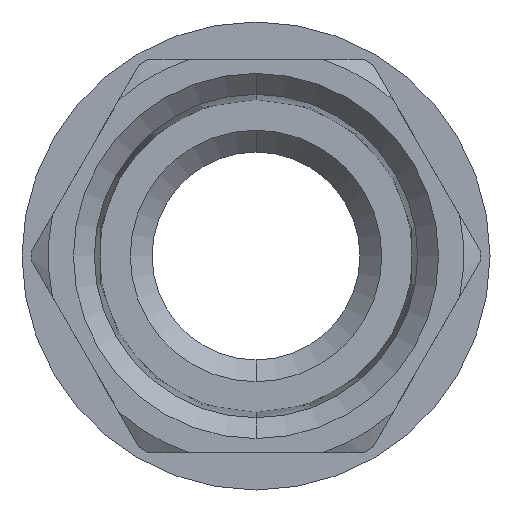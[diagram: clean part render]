
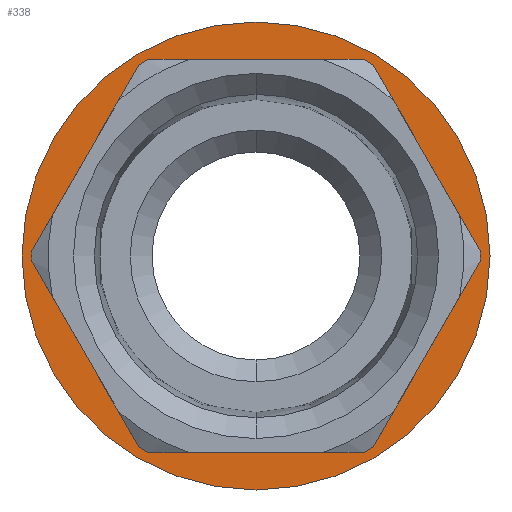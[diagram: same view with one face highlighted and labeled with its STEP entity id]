
A CAD part, front view. The second image highlights one B-rep face of the part: STEP entity #338.
In plain terms, the highlighted planar face has unit normal (0, -1, 0).
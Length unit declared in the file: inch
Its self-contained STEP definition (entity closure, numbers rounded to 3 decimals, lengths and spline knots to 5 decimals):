
#11 = LINE ( 'NONE', #932, #1592 ) ;
#17 = AXIS2_PLACEMENT_3D ( 'NONE', #917, #2429, #1122 ) ;
#23 = CARTESIAN_POINT ( 'NONE',  ( -0.38625, -0.64567, -0.70866 ) ) ;
#27 = VERTEX_POINT ( 'NONE', #2095 ) ;
#64 = ORIENTED_EDGE ( 'NONE', *, *, #842, .F. ) ;
#103 = DIRECTION ( 'NONE',  ( 0.5, 0., 0.866 ) ) ;
#156 = EDGE_CURVE ( 'NONE', #438, #1290, #2182, .T. ) ;
#208 = VERTEX_POINT ( 'NONE', #1932 ) ;
#222 = VERTEX_POINT ( 'NONE', #619 ) ;
#278 = DIRECTION ( 'NONE',  ( 1., 0., 0. ) ) ;
#307 = AXIS2_PLACEMENT_3D ( 'NONE', #2052, #772, #2272 ) ;
#338 = ADVANCED_FACE ( 'NONE', ( #1919, #1432 ), #2278, .F. ) ;
#346 = ORIENTED_EDGE ( 'NONE', *, *, #2280, .F. ) ;
#347 = ORIENTED_EDGE ( 'NONE', *, *, #2097, .F. ) ;
#352 = DIRECTION ( 'NONE',  ( 0., 1., 0. ) ) ;
#356 = VERTEX_POINT ( 'NONE', #792 ) ;
#362 = DIRECTION ( 'NONE',  ( 0., 0., 1. ) ) ;
#411 = EDGE_CURVE ( 'NONE', #356, #208, #1719, .T. ) ;
#423 = CARTESIAN_POINT ( 'NONE',  ( 0., -0.64567, 0. ) ) ;
#438 = VERTEX_POINT ( 'NONE', #645 ) ;
#445 = LINE ( 'NONE', #2150, #2669 ) ;
#461 = EDGE_CURVE ( 'NONE', #1290, #438, #1666, .T. ) ;
#482 = CARTESIAN_POINT ( 'NONE',  ( 0., -0.64567, 0. ) ) ;
#495 = EDGE_CURVE ( 'NONE', #2540, #27, #445, .T. ) ;
#511 = CARTESIAN_POINT ( 'NONE',  ( -0.42059, -0.64567, 0.68883 ) ) ;
#513 = DIRECTION ( 'NONE',  ( -0.5, 0., -0.866 ) ) ;
#536 = CARTESIAN_POINT ( 'NONE',  ( -0.80684, -0.64567, 0.01983 ) ) ;
#538 = ORIENTED_EDGE ( 'NONE', *, *, #411, .F. ) ;
#551 = CIRCLE ( 'NONE', #307, 0.80709 ) ;
#619 = CARTESIAN_POINT ( 'NONE',  ( 0.42059, -0.64567, 0.68883 ) ) ;
#635 = DIRECTION ( 'NONE',  ( 0., 0., 1. ) ) ;
#645 = CARTESIAN_POINT ( 'NONE',  ( 0., -0.64567, -0.84252 ) ) ;
#686 = ORIENTED_EDGE ( 'NONE', *, *, #461, .F. ) ;
#695 = VERTEX_POINT ( 'NONE', #511 ) ;
#696 = CARTESIAN_POINT ( 'NONE',  ( 0., -0.64567, 0.84252 ) ) ;
#705 = DIRECTION ( 'NONE',  ( 0., 0., 1. ) ) ;
#741 = EDGE_CURVE ( 'NONE', #2354, #356, #2269, .T. ) ;
#768 = CARTESIAN_POINT ( 'NONE',  ( -0.40915, -0.64567, -0.70866 ) ) ;
#772 = DIRECTION ( 'NONE',  ( 0., -1., 0. ) ) ;
#792 = CARTESIAN_POINT ( 'NONE',  ( 0.80684, -0.64567, -0.01983 ) ) ;
#795 = EDGE_CURVE ( 'NONE', #27, #695, #551, .T. ) ;
#804 = DIRECTION ( 'NONE',  ( 0., -1., 0. ) ) ;
#842 = EDGE_CURVE ( 'NONE', #1499, #1210, #1502, .T. ) ;
#917 = CARTESIAN_POINT ( 'NONE',  ( 0., -0.64567, 0. ) ) ;
#932 = CARTESIAN_POINT ( 'NONE',  ( 0.81829, -0.64567, 0. ) ) ;
#989 = CARTESIAN_POINT ( 'NONE',  ( 0.84252, -0.64567, 0. ) ) ;
#1009 = CARTESIAN_POINT ( 'NONE',  ( 0., -0.64567, 0. ) ) ;
#1015 = CARTESIAN_POINT ( 'NONE',  ( -0.80684, -0.64567, -0.01983 ) ) ;
#1067 = DIRECTION ( 'NONE',  ( 0., 1., 0. ) ) ;
#1084 = VECTOR ( 'NONE', #278, 39.37008 ) ;
#1122 = DIRECTION ( 'NONE',  ( 0., 0., 1. ) ) ;
#1210 = VERTEX_POINT ( 'NONE', #2162 ) ;
#1220 = DIRECTION ( 'NONE',  ( 0., 0., 1. ) ) ;
#1226 = AXIS2_PLACEMENT_3D ( 'NONE', #2087, #804, #2306 ) ;
#1290 = VERTEX_POINT ( 'NONE', #696 ) ;
#1293 = EDGE_CURVE ( 'NONE', #1906, #2354, #2096, .T. ) ;
#1309 = CARTESIAN_POINT ( 'NONE',  ( 0.38625, -0.64567, 0.70866 ) ) ;
#1377 = ORIENTED_EDGE ( 'NONE', *, *, #2668, .F. ) ;
#1432 = FACE_BOUND ( 'NONE', #1618, .T. ) ;
#1439 = VECTOR ( 'NONE', #1755, 39.37008 ) ;
#1483 = VECTOR ( 'NONE', #513, 39.37008 ) ;
#1492 = EDGE_CURVE ( 'NONE', #222, #2540, #2700, .T. ) ;
#1499 = VERTEX_POINT ( 'NONE', #1015 ) ;
#1502 = LINE ( 'NONE', #1557, #1439 ) ;
#1506 = AXIS2_PLACEMENT_3D ( 'NONE', #1009, #2529, #1220 ) ;
#1534 = LINE ( 'NONE', #1798, #1483 ) ;
#1557 = CARTESIAN_POINT ( 'NONE',  ( -0.81829, -0.64567, 0. ) ) ;
#1562 = ORIENTED_EDGE ( 'NONE', *, *, #741, .F. ) ;
#1592 = VECTOR ( 'NONE', #2443, 39.37008 ) ;
#1617 = ORIENTED_EDGE ( 'NONE', *, *, #156, .F. ) ;
#1618 = EDGE_LOOP ( 'NONE', ( #2399, #1889, #347, #538, #1562, #2149, #2119, #1377, #64, #1631, #346, #1751 ) ) ;
#1631 = ORIENTED_EDGE ( 'NONE', *, *, #2404, .F. ) ;
#1634 = CARTESIAN_POINT ( 'NONE',  ( 0., -0.64567, 0. ) ) ;
#1635 = AXIS2_PLACEMENT_3D ( 'NONE', #1634, #352, #1848 ) ;
#1640 = DIRECTION ( 'NONE',  ( 0., 1., 0. ) ) ;
#1666 = CIRCLE ( 'NONE', #2427, 0.84252 ) ;
#1676 = LINE ( 'NONE', #768, #1084 ) ;
#1695 = VECTOR ( 'NONE', #103, 39.37008 ) ;
#1705 = AXIS2_PLACEMENT_3D ( 'NONE', #423, #1918, #635 ) ;
#1719 = CIRCLE ( 'NONE', #1705, 0.80709 ) ;
#1751 = ORIENTED_EDGE ( 'NONE', *, *, #795, .F. ) ;
#1755 = DIRECTION ( 'NONE',  ( 0.5, 0., -0.866 ) ) ;
#1798 = CARTESIAN_POINT ( 'NONE',  ( -0.40915, -0.64567, 0.70866 ) ) ;
#1848 = DIRECTION ( 'NONE',  ( 0., 0., 1. ) ) ;
#1861 = CARTESIAN_POINT ( 'NONE',  ( 0.38625, -0.64567, -0.70866 ) ) ;
#1889 = ORIENTED_EDGE ( 'NONE', *, *, #1492, .F. ) ;
#1906 = VERTEX_POINT ( 'NONE', #1861 ) ;
#1918 = DIRECTION ( 'NONE',  ( 0., -1., 0. ) ) ;
#1919 = FACE_OUTER_BOUND ( 'NONE', #2609, .T. ) ;
#1932 = CARTESIAN_POINT ( 'NONE',  ( 0.80684, -0.64567, 0.01983 ) ) ;
#1987 = DIRECTION ( 'NONE',  ( 0., -1., 0. ) ) ;
#2052 = CARTESIAN_POINT ( 'NONE',  ( 0., -0.64567, 0. ) ) ;
#2087 = CARTESIAN_POINT ( 'NONE',  ( 0., -0.64567, 0. ) ) ;
#2095 = CARTESIAN_POINT ( 'NONE',  ( -0.38625, -0.64567, 0.70866 ) ) ;
#2096 = CIRCLE ( 'NONE', #2707, 0.80709 ) ;
#2097 = EDGE_CURVE ( 'NONE', #208, #222, #11, .T. ) ;
#2119 = ORIENTED_EDGE ( 'NONE', *, *, #2178, .F. ) ;
#2149 = ORIENTED_EDGE ( 'NONE', *, *, #1293, .F. ) ;
#2150 = CARTESIAN_POINT ( 'NONE',  ( 0.40915, -0.64567, 0.70866 ) ) ;
#2162 = CARTESIAN_POINT ( 'NONE',  ( -0.42059, -0.64567, -0.68883 ) ) ;
#2167 = CIRCLE ( 'NONE', #17, 0.80709 ) ;
#2178 = EDGE_CURVE ( 'NONE', #2543, #1906, #1676, .T. ) ;
#2182 = CIRCLE ( 'NONE', #1635, 0.84252 ) ;
#2269 = LINE ( 'NONE', #2683, #1695 ) ;
#2272 = DIRECTION ( 'NONE',  ( 0., 0., 1. ) ) ;
#2273 = CARTESIAN_POINT ( 'NONE',  ( 0.42059, -0.64567, -0.68883 ) ) ;
#2278 = PLANE ( 'NONE',  #2346 ) ;
#2280 = EDGE_CURVE ( 'NONE', #695, #2317, #1534, .T. ) ;
#2306 = DIRECTION ( 'NONE',  ( 0., 0., 1. ) ) ;
#2317 = VERTEX_POINT ( 'NONE', #536 ) ;
#2346 = AXIS2_PLACEMENT_3D ( 'NONE', #989, #1640, #362 ) ;
#2354 = VERTEX_POINT ( 'NONE', #2273 ) ;
#2369 = CARTESIAN_POINT ( 'NONE',  ( 0., -0.64567, 0. ) ) ;
#2399 = ORIENTED_EDGE ( 'NONE', *, *, #495, .F. ) ;
#2404 = EDGE_CURVE ( 'NONE', #2317, #1499, #2717, .T. ) ;
#2427 = AXIS2_PLACEMENT_3D ( 'NONE', #2369, #1067, #2593 ) ;
#2429 = DIRECTION ( 'NONE',  ( 0., -1., 0. ) ) ;
#2443 = DIRECTION ( 'NONE',  ( -0.5, 0., 0.866 ) ) ;
#2529 = DIRECTION ( 'NONE',  ( 0., -1., 0. ) ) ;
#2540 = VERTEX_POINT ( 'NONE', #1309 ) ;
#2543 = VERTEX_POINT ( 'NONE', #23 ) ;
#2593 = DIRECTION ( 'NONE',  ( 0., 0., 1. ) ) ;
#2597 = DIRECTION ( 'NONE',  ( -1., 0., 0. ) ) ;
#2609 = EDGE_LOOP ( 'NONE', ( #686, #1617 ) ) ;
#2668 = EDGE_CURVE ( 'NONE', #1210, #2543, #2167, .T. ) ;
#2669 = VECTOR ( 'NONE', #2597, 39.37008 ) ;
#2683 = CARTESIAN_POINT ( 'NONE',  ( 0.40915, -0.64567, -0.70866 ) ) ;
#2700 = CIRCLE ( 'NONE', #1506, 0.80709 ) ;
#2707 = AXIS2_PLACEMENT_3D ( 'NONE', #482, #1987, #705 ) ;
#2717 = CIRCLE ( 'NONE', #1226, 0.80709 ) ;
